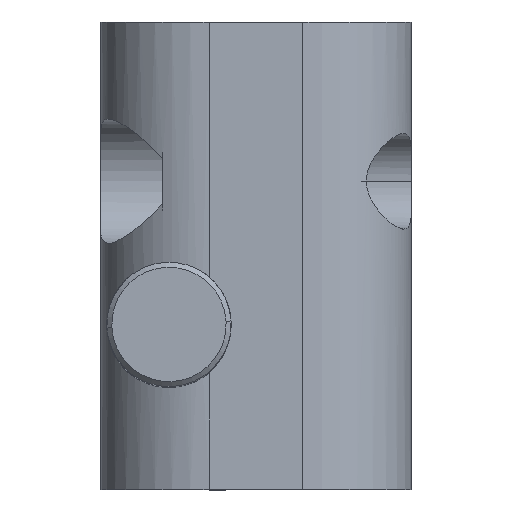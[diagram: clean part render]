
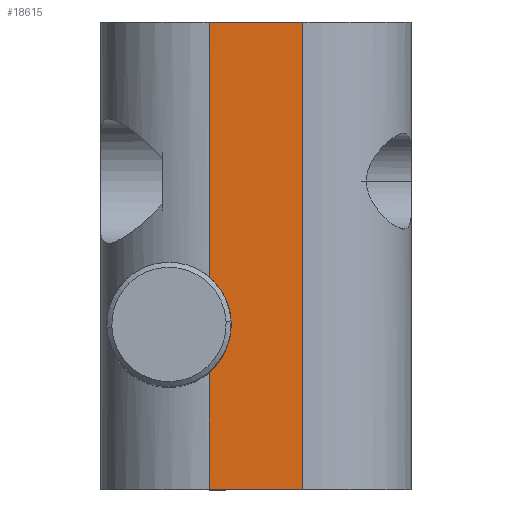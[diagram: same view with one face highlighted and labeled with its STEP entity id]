
A CAD part, top view. The second image highlights one B-rep face of the part: STEP entity #18615.
In plain terms, the highlighted planar face has unit normal (0, 0, 1).
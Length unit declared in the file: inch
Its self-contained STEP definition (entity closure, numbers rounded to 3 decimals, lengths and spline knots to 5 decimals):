
#923 = DIRECTION ( 'NONE',  ( 0., 0., -1. ) ) ;
#1078 = CARTESIAN_POINT ( 'NONE',  ( 0.188, 1.46, 0.625 ) ) ;
#1151 = ORIENTED_EDGE ( 'NONE', *, *, #7133, .T. ) ;
#1410 = CARTESIAN_POINT ( 'NONE',  ( -0.188, 1.46, 0.625 ) ) ;
#1454 = LINE ( 'NONE', #35897, #2371 ) ;
#1915 = VECTOR ( 'NONE', #10010, 39.37008 ) ;
#2371 = VECTOR ( 'NONE', #12983, 39.37008 ) ;
#3046 = ORIENTED_EDGE ( 'NONE', *, *, #18044, .F. ) ;
#3638 = CARTESIAN_POINT ( 'NONE',  ( 0.188, 0.52, 0.625 ) ) ;
#3730 = LINE ( 'NONE', #32728, #12776 ) ;
#3768 = ORIENTED_EDGE ( 'NONE', *, *, #33526, .T. ) ;
#4203 = CARTESIAN_POINT ( 'NONE',  ( -0.188, 0.52, 0.625 ) ) ;
#4774 = CARTESIAN_POINT ( 'NONE',  ( -0.35, 0.24, 0.625 ) ) ;
#4827 = ORIENTED_EDGE ( 'NONE', *, *, #33512, .F. ) ;
#5378 = VERTEX_POINT ( 'NONE', #1410 ) ;
#6668 = CARTESIAN_POINT ( 'NONE',  ( 0.188, -0.42, 0.625 ) ) ;
#6671 = DIRECTION ( 'NONE',  ( 0., 0., 1. ) ) ;
#7133 = EDGE_CURVE ( 'NONE', #8369, #17294, #18950, .T. ) ;
#8369 = VERTEX_POINT ( 'NONE', #22181 ) ;
#9359 = EDGE_LOOP ( 'NONE', ( #4827, #18087, #3768, #33355, #1151, #17756, #3046 ) ) ;
#10010 = DIRECTION ( 'NONE',  ( 0., -1., 0. ) ) ;
#12323 = LINE ( 'NONE', #3638, #26419 ) ;
#12776 = VECTOR ( 'NONE', #27293, 39.37008 ) ;
#12983 = DIRECTION ( 'NONE',  ( -1., 0., 0. ) ) ;
#13101 = DIRECTION ( 'NONE',  ( 0., 0., -1. ) ) ;
#13362 = DIRECTION ( 'NONE',  ( 1., 0., 0. ) ) ;
#14306 = EDGE_CURVE ( 'NONE', #17294, #29293, #21896, .T. ) ;
#15385 = DIRECTION ( 'NONE',  ( -1., 0., 0. ) ) ;
#17294 = VERTEX_POINT ( 'NONE', #21689 ) ;
#17756 = ORIENTED_EDGE ( 'NONE', *, *, #14306, .T. ) ;
#18044 = EDGE_CURVE ( 'NONE', #26130, #29293, #25503, .T. ) ;
#18087 = ORIENTED_EDGE ( 'NONE', *, *, #29230, .T. ) ;
#18615 = ADVANCED_FACE ( 'NONE', ( #26451 ), #32454, .T. ) ;
#18950 = CIRCLE ( 'NONE', #24956, 0.25 ) ;
#19619 = CIRCLE ( 'NONE', #32993, 0.25 ) ;
#20840 = VECTOR ( 'NONE', #30787, 39.37008 ) ;
#21231 = CARTESIAN_POINT ( 'NONE',  ( -0.35, 0.24, 0.625 ) ) ;
#21689 = CARTESIAN_POINT ( 'NONE',  ( -0.188, 0.04959, 0.625 ) ) ;
#21777 = CARTESIAN_POINT ( 'NONE',  ( -0.188, -0.42, 0.625 ) ) ;
#21879 = CARTESIAN_POINT ( 'NONE',  ( 0., -0.42, 0.625 ) ) ;
#21896 = LINE ( 'NONE', #4203, #1915 ) ;
#22181 = CARTESIAN_POINT ( 'NONE',  ( -0.1, 0.24, 0.625 ) ) ;
#22275 = AXIS2_PLACEMENT_3D ( 'NONE', #1078, #6671, #15385 ) ;
#23955 = DIRECTION ( 'NONE',  ( 0., -1., 0. ) ) ;
#24173 = DIRECTION ( 'NONE',  ( 1., 0., 0. ) ) ;
#24371 = CARTESIAN_POINT ( 'NONE',  ( 0.188, 1.46, 0.625 ) ) ;
#24574 = VERTEX_POINT ( 'NONE', #24371 ) ;
#24956 = AXIS2_PLACEMENT_3D ( 'NONE', #4774, #13101, #13362 ) ;
#25113 = VERTEX_POINT ( 'NONE', #28272 ) ;
#25503 = LINE ( 'NONE', #21879, #20840 ) ;
#26130 = VERTEX_POINT ( 'NONE', #6668 ) ;
#26419 = VECTOR ( 'NONE', #23955, 39.37008 ) ;
#26451 = FACE_OUTER_BOUND ( 'NONE', #9359, .T. ) ;
#27293 = DIRECTION ( 'NONE',  ( 0., -1., 0. ) ) ;
#28272 = CARTESIAN_POINT ( 'NONE',  ( -0.188, 0.43041, 0.625 ) ) ;
#29230 = EDGE_CURVE ( 'NONE', #24574, #5378, #1454, .T. ) ;
#29293 = VERTEX_POINT ( 'NONE', #21777 ) ;
#30787 = DIRECTION ( 'NONE',  ( -1., 0., 0. ) ) ;
#32454 = PLANE ( 'NONE',  #22275 ) ;
#32728 = CARTESIAN_POINT ( 'NONE',  ( -0.188, 0.52, 0.625 ) ) ;
#32993 = AXIS2_PLACEMENT_3D ( 'NONE', #21231, #923, #24173 ) ;
#33355 = ORIENTED_EDGE ( 'NONE', *, *, #33619, .T. ) ;
#33512 = EDGE_CURVE ( 'NONE', #24574, #26130, #12323, .T. ) ;
#33526 = EDGE_CURVE ( 'NONE', #5378, #25113, #3730, .T. ) ;
#33619 = EDGE_CURVE ( 'NONE', #25113, #8369, #19619, .T. ) ;
#35897 = CARTESIAN_POINT ( 'NONE',  ( 0.188, 1.46, 0.625 ) ) ;
